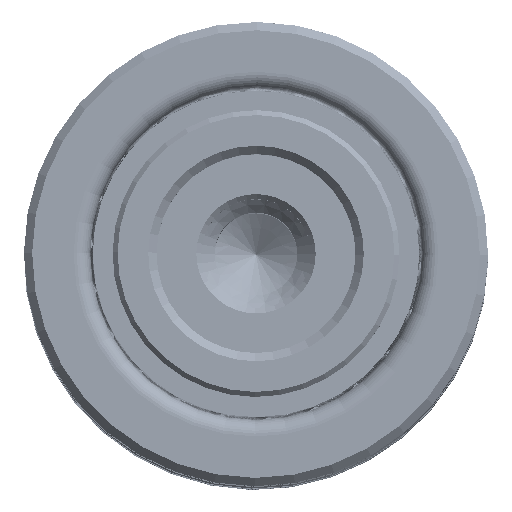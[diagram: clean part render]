
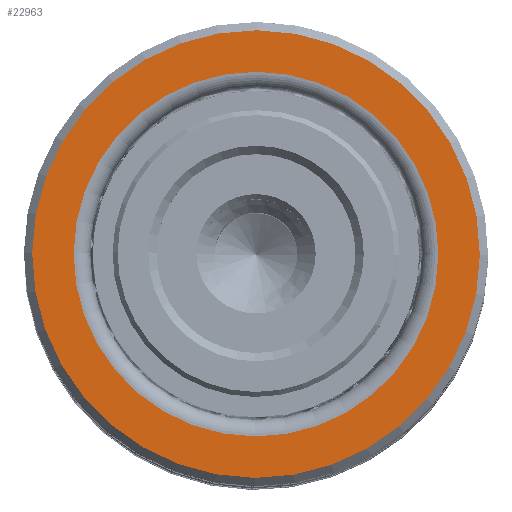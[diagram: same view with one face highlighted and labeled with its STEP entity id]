
A CAD part, top view. The second image highlights one B-rep face of the part: STEP entity #22963.
In plain terms, the highlighted face is planar.
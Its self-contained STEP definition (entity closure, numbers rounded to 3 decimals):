
#1202 = DIRECTION ( 'NONE',  ( 0., 0., -1. ) ) ;
#1265 = CARTESIAN_POINT ( 'NONE',  ( 11., 0., 0. ) ) ;
#3550 = CARTESIAN_POINT ( 'NONE',  ( 0., 0., 0. ) ) ;
#3703 = AXIS2_PLACEMENT_3D ( 'NONE', #26449, #8853, #29355 ) ;
#3863 = CARTESIAN_POINT ( 'NONE',  ( 0., 0., 0. ) ) ;
#6502 = DIRECTION ( 'NONE',  ( 1., 0., 0. ) ) ;
#6823 = DIRECTION ( 'NONE',  ( 1., 0., 0. ) ) ;
#8509 = ORIENTED_EDGE ( 'NONE', *, *, #20785, .T. ) ;
#8853 = DIRECTION ( 'NONE',  ( 0., 0., 1. ) ) ;
#9061 = EDGE_CURVE ( 'NONE', #30804, #29873, #10196, .T. ) ;
#10196 = CIRCLE ( 'NONE', #31513, 13.5 ) ;
#10434 = CARTESIAN_POINT ( 'NONE',  ( -11., 0., 0. ) ) ;
#14227 = VERTEX_POINT ( 'NONE', #10434 ) ;
#14526 = AXIS2_PLACEMENT_3D ( 'NONE', #3863, #24426, #6823 ) ;
#16066 = DIRECTION ( 'NONE',  ( 1., 0., 0. ) ) ;
#16081 = CIRCLE ( 'NONE', #3703, 11. ) ;
#16429 = ORIENTED_EDGE ( 'NONE', *, *, #37287, .T. ) ;
#18089 = EDGE_LOOP ( 'NONE', ( #8509, #26769 ) ) ;
#18820 = CARTESIAN_POINT ( 'NONE',  ( 0., 0., 0. ) ) ;
#19625 = ORIENTED_EDGE ( 'NONE', *, *, #34999, .T. ) ;
#20381 = EDGE_LOOP ( 'NONE', ( #19625, #16429 ) ) ;
#20785 = EDGE_CURVE ( 'NONE', #29873, #30804, #31397, .T. ) ;
#21757 = DIRECTION ( 'NONE',  ( 1., 0., 0. ) ) ;
#21822 = CARTESIAN_POINT ( 'NONE',  ( 0., 0., 0. ) ) ;
#22963 = ADVANCED_FACE ( 'NONE', ( #26792, #33648 ), #27687, .F. ) ;
#23743 = AXIS2_PLACEMENT_3D ( 'NONE', #21822, #33591, #16066 ) ;
#24096 = DIRECTION ( 'NONE',  ( 0., 0., -1. ) ) ;
#24426 = DIRECTION ( 'NONE',  ( 0., 0., 1. ) ) ;
#26156 = CARTESIAN_POINT ( 'NONE',  ( 13.5, 0., 0. ) ) ;
#26449 = CARTESIAN_POINT ( 'NONE',  ( 0., 0., 0. ) ) ;
#26769 = ORIENTED_EDGE ( 'NONE', *, *, #9061, .T. ) ;
#26792 = FACE_BOUND ( 'NONE', #20381, .T. ) ;
#27687 = PLANE ( 'NONE',  #23743 ) ;
#28777 = CARTESIAN_POINT ( 'NONE',  ( -13.5, 0., 0. ) ) ;
#29355 = DIRECTION ( 'NONE',  ( 1., 0., 0. ) ) ;
#29873 = VERTEX_POINT ( 'NONE', #26156 ) ;
#30289 = CIRCLE ( 'NONE', #14526, 11. ) ;
#30804 = VERTEX_POINT ( 'NONE', #28777 ) ;
#31397 = CIRCLE ( 'NONE', #34497, 13.5 ) ;
#31513 = AXIS2_PLACEMENT_3D ( 'NONE', #3550, #24096, #6502 ) ;
#33591 = DIRECTION ( 'NONE',  ( 0., 0., 1. ) ) ;
#33648 = FACE_OUTER_BOUND ( 'NONE', #18089, .T. ) ;
#34497 = AXIS2_PLACEMENT_3D ( 'NONE', #18820, #1202, #21757 ) ;
#34999 = EDGE_CURVE ( 'NONE', #36889, #14227, #30289, .T. ) ;
#36889 = VERTEX_POINT ( 'NONE', #1265 ) ;
#37287 = EDGE_CURVE ( 'NONE', #14227, #36889, #16081, .T. ) ;
